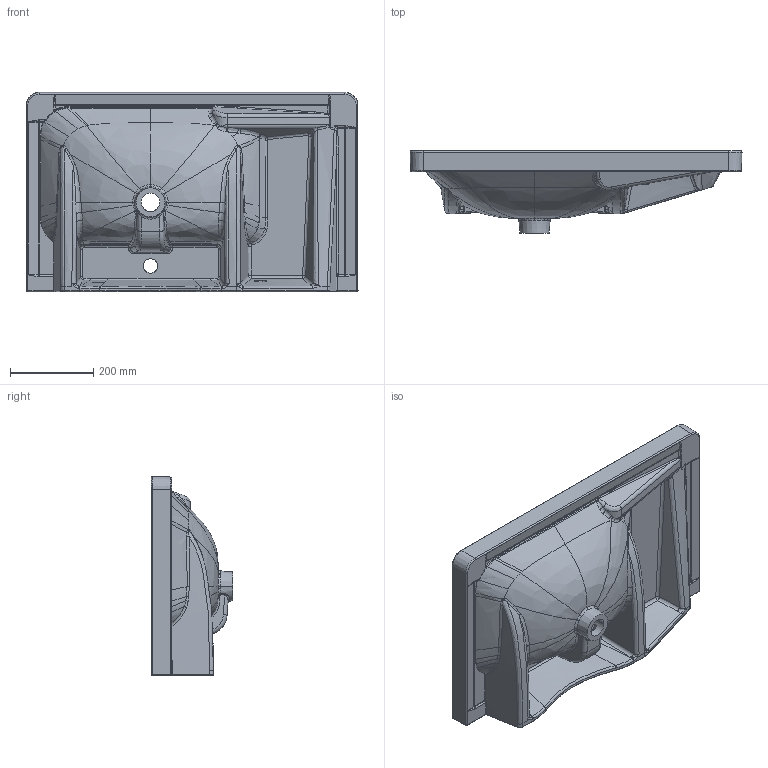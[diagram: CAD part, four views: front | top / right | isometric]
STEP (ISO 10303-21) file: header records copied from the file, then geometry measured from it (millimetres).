
FILE_DESCRIPTION((''),'2;1');
FILE_NAME('NL6051-20160419','2016-05-13T',('lu.wang'),(''),'PRO/ENGINEER BY PARAMETRIC TECHNOLOGY CORPORATION, 2010280','PRO/ENGINEER BY PARAMETRIC TECHNOLOGY CORPORATION, 2010280','');
FILE_SCHEMA(('CONFIG_CONTROL_DESIGN'));
Length unit declared in the file: millimetre
Products named in the file (1): NL6051-20160419
Bounding box: 799.75 x 197.5 x 479.87 mm (x, y, z)
Volume: 12253749 mm3; surface area: 1274856.1 mm2
Topology: 1 solids, 1 shells, 562 faces, 1337 edges, 777 vertices
Faces by surface type: bspline 373, cylinder 101, plane 55, torus 13, sphere 8, cone 6, extrusion 6
Entity records: 31718 total; most frequent: CARTESIAN_POINT 21427, ORIENTED_EDGE 2674, EDGE_CURVE 1337, DIRECTION 1306, VERTEX_POINT 777, B_SPLINE_CURVE_WITH_KNOTS 748, EDGE_LOOP 572, FACE_OUTER_BOUND 562
